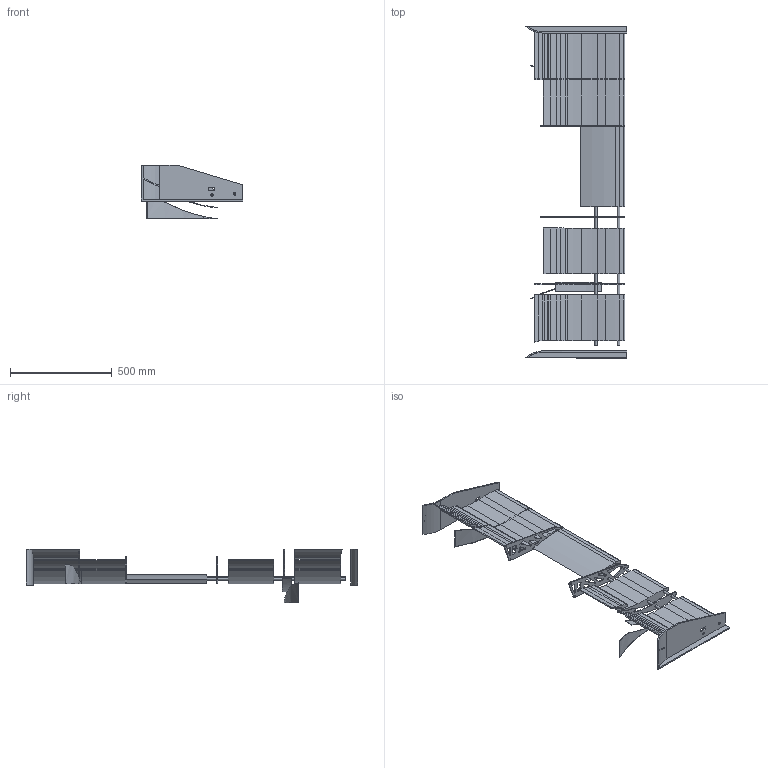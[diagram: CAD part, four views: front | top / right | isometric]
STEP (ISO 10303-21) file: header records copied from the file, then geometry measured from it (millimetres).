
FILE_DESCRIPTION(/* description */ (''),/* implementation_level */ '2;1');
FILE_NAME(/* name */ 'Frwing cost.stp',/* time_stamp */ '2018-06-13T22:07:30+09:00',/* author */ ('ku_sk'),/* organization */ (''),/* preprocessor_version */ 'ST-DEVELOPER v17',/* originating_system */ 'Autodesk Inventor 2018',/* authorisation */ '');
FILE_SCHEMA (('AUTOMOTIVE_DESIGN { 1 0 10303 214 3 1 1 }'));
Length unit declared in the file: millimetre
Products named in the file (17): Frwing cost; center flap; bracket; main flap; newbracket2; sub flap; newsubflap_top; newsubflap_top1; Part1; endplate1; splitter; Part1_1; Part2; splitter1; Part11; Part21; core
Assembly tree (25 placements, depth 3):
  Frwing cost
    center flap
    bracket  x2
    main flap  x4
    newbracket2  x2
    sub flap  x4
    newsubflap_top
    newsubflap_top1
    Part1
    endplate1
    splitter
      Part1_1
      Part2
    splitter1
      Part11
      Part21
    core  x2
Bounding box: 500 x 1632 x 261.1 mm (x, y, z)
Volume: 14502035.9 mm3; surface area: 2157476.4 mm2
Topology: 23 solids, 23 shells, 451 faces, 1211 edges, 806 vertices
Faces by surface type: cylinder 301, plane 144, bspline 6
Full cylindrical faces by diameter (mm): 5 x4, 9 x2, 12 x24
Entity records: 9078 total; most frequent: CARTESIAN_POINT 1844, DIRECTION 1504, ORIENTED_EDGE 1336, EDGE_CURVE 668, AXIS2_PLACEMENT_3D 576, VERTEX_POINT 444, LINE 352, VECTOR 352
